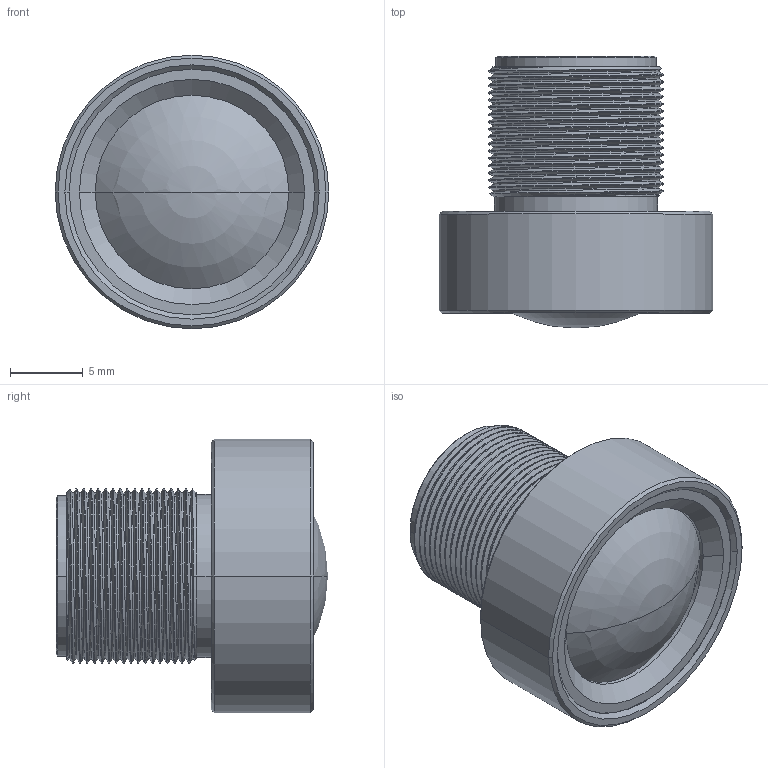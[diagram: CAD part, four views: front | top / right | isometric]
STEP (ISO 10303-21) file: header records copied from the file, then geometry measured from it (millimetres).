
FILE_DESCRIPTION((''),'2;1');
FILE_NAME('FS0305A-200','2018-09-21T',('Administrator'),(''),'PRO/ENGINEER BY PARAMETRIC TECHNOLOGY CORPORATION, 2010370','PRO/ENGINEER BY PARAMETRIC TECHNOLOGY CORPORATION, 2010370','');
FILE_SCHEMA(('CONFIG_CONTROL_DESIGN'));
Length unit declared in the file: millimetre
Products named in the file (1): FS0305A-200
Bounding box: 18.8 x 18.66 x 18.8 mm (x, y, z)
Volume: 2929.8 mm3; surface area: 1648.1 mm2
Topology: 1 solids, 1 shells, 93 faces, 228 edges, 140 vertices
Faces by surface type: cylinder 45, bspline 18, cone 17, plane 7, sphere 2, torus 2, revolution 2
Entity records: 8644 total; most frequent: CARTESIAN_POINT 6645, ORIENTED_EDGE 448, DIRECTION 327, EDGE_CURVE 224, VERTEX_POINT 140, AXIS2_PLACEMENT_3D 125, EDGE_LOOP 100, B_SPLINE_CURVE_WITH_KNOTS 99
